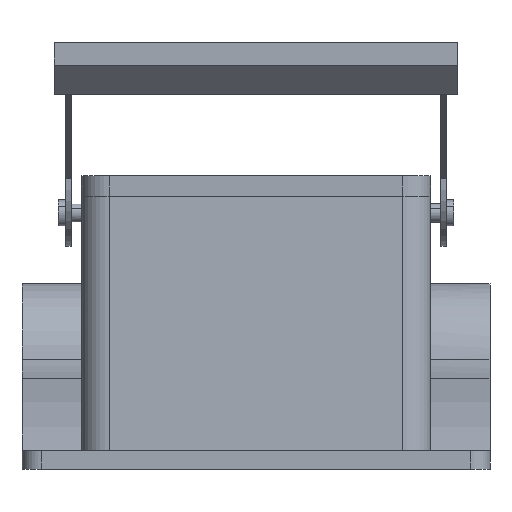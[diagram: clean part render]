
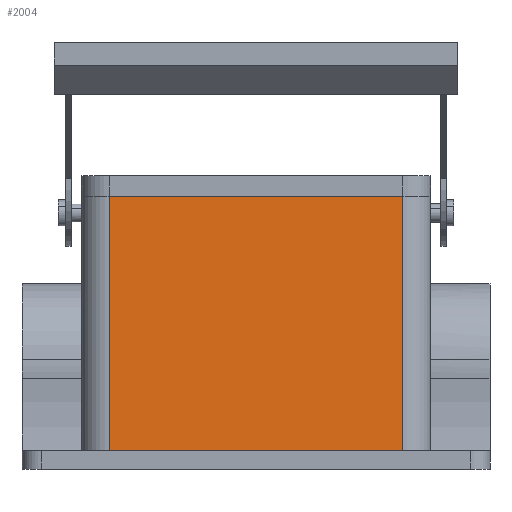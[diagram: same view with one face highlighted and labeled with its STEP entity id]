
A CAD part, left-side view. The second image highlights one B-rep face of the part: STEP entity #2004.
In plain terms, the highlighted planar face has unit normal (-1, 0, 0.03).
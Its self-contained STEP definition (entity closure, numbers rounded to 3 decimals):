
#1991=AXIS2_PLACEMENT_3D('Plane Axis2P3D',#1988,#1989,#1990) ;
#488=CARTESIAN_POINT('Vertex',(16.657,23.5,5.)) ;
#491=CARTESIAN_POINT('Line Origine',(16.657,63.,5.)) ;
#495=CARTESIAN_POINT('Vertex',(16.657,102.5,5.)) ;
#1015=CARTESIAN_POINT('Line Origine',(18.75,63.,73.5)) ;
#1019=CARTESIAN_POINT('Vertex',(18.75,102.5,73.5)) ;
#1021=CARTESIAN_POINT('Vertex',(18.75,23.5,73.5)) ;
#1976=CARTESIAN_POINT('Line Origine',(17.661,23.5,37.865)) ;
#1988=CARTESIAN_POINT('Axis2P3D Location',(18.75,63.,73.5)) ;
#1993=CARTESIAN_POINT('Line Origine',(17.704,102.5,39.25)) ;
#492=DIRECTION('Vector Direction',(0.,1.,0.)) ;
#1016=DIRECTION('Vector Direction',(0.,1.,0.)) ;
#1977=DIRECTION('Vector Direction',(0.031,0.,1.)) ;
#1989=DIRECTION('Axis2P3D Direction',(-1.,0.,0.031)) ;
#1990=DIRECTION('Axis2P3D XDirection',(0.,1.,0.)) ;
#1994=DIRECTION('Vector Direction',(-0.031,0.,-1.)) ;
#493=VECTOR('Line Direction',#492,1.) ;
#1017=VECTOR('Line Direction',#1016,1.) ;
#1978=VECTOR('Line Direction',#1977,1.) ;
#1995=VECTOR('Line Direction',#1994,1.) ;
#1999=ORIENTED_EDGE('',*,*,#1980,.F.) ;
#2000=ORIENTED_EDGE('',*,*,#1023,.F.) ;
#2001=ORIENTED_EDGE('',*,*,#1997,.F.) ;
#2002=ORIENTED_EDGE('',*,*,#497,.F.) ;
#2004=ADVANCED_FACE('Housing',(#2003),#1992,.T.) ;
#497=EDGE_CURVE('',#489,#496,#494,.T.) ;
#1023=EDGE_CURVE('',#1020,#1022,#1018,.F.) ;
#1980=EDGE_CURVE('',#1022,#489,#1979,.F.) ;
#1997=EDGE_CURVE('',#496,#1020,#1996,.F.) ;
#1998=EDGE_LOOP('',(#1999,#2000,#2001,#2002)) ;
#2003=FACE_OUTER_BOUND('',#1998,.T.) ;
#494=LINE('Line',#491,#493) ;
#1018=LINE('Line',#1015,#1017) ;
#1979=LINE('Line',#1976,#1978) ;
#1996=LINE('Line',#1993,#1995) ;
#1992=PLANE('',#1991) ;
#489=VERTEX_POINT('',#488) ;
#496=VERTEX_POINT('',#495) ;
#1020=VERTEX_POINT('',#1019) ;
#1022=VERTEX_POINT('',#1021) ;
